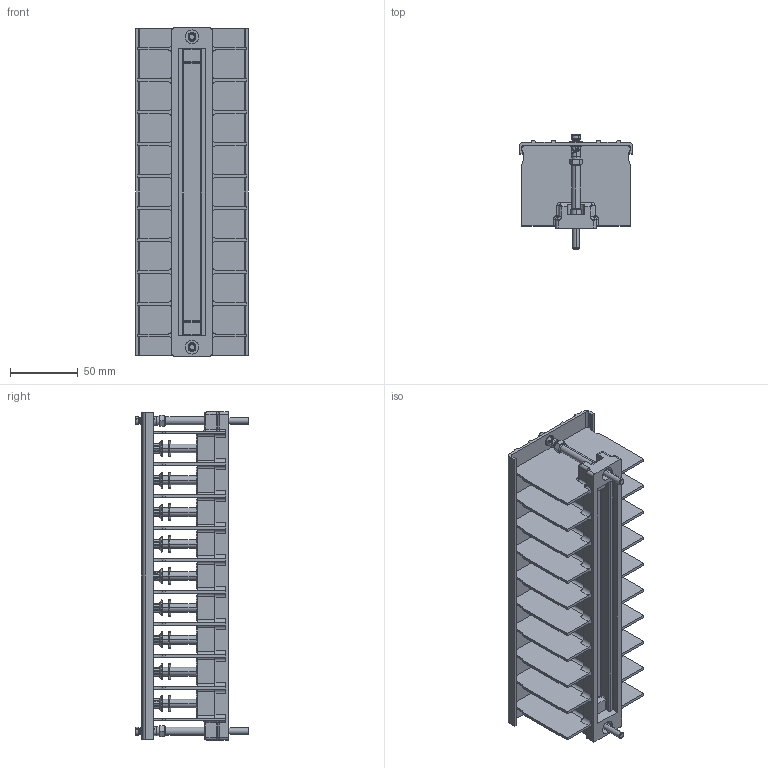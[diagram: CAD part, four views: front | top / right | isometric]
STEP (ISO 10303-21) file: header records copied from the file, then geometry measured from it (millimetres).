
FILE_DESCRIPTION((''),'2;1');
FILE_NAME('32426092000','2019-12-20T',('presta_be4'),(''),'CREO PARAMETRIC BY PTC INC, 2018360','CREO PARAMETRIC BY PTC INC, 2018360','');
FILE_SCHEMA(('CONFIG_CONTROL_DESIGN'));
Products named in the file (1): 32426092000
Bounding box: 83.2 x 83.81 x 241.7 mm (x, y, z)
Volume: 256636.7 mm3; surface area: 179224.4 mm2
Topology: 10 solids, 10 shells, 1444 faces, 4010 edges, 2596 vertices
Faces by surface type: plane 581, cylinder 563, cone 208, torus 52, bspline 40
Entity records: 94791 total; most frequent: CARTESIAN_POINT 59007, ORIENTED_EDGE 7996, DIRECTION 6892, EDGE_CURVE 3998, VERTEX_POINT 2596, AXIS2_PLACEMENT_3D 2564, VECTOR 1764, LINE 1764
